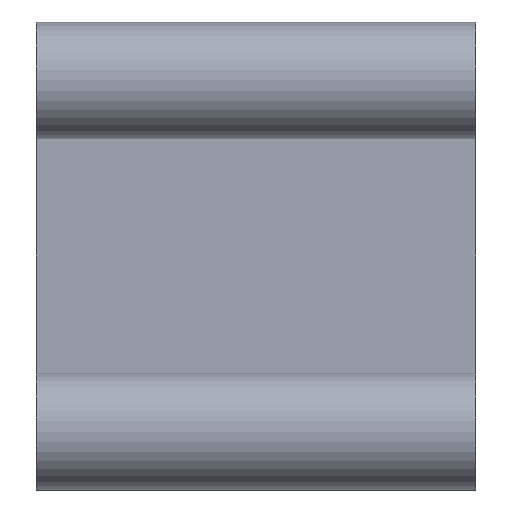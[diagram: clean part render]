
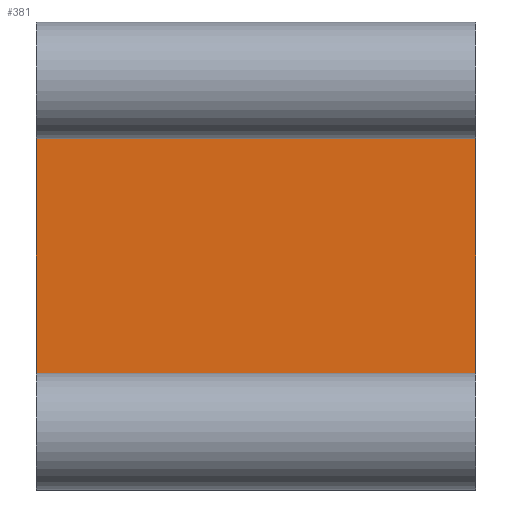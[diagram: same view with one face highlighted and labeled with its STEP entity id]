
A CAD part, left-side view. The second image highlights one B-rep face of the part: STEP entity #381.
In plain terms, the highlighted planar face has unit normal (-1, 0, 0).
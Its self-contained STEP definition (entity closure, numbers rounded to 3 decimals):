
#10 = ORIENTED_EDGE ( 'NONE', *, *, #364, .F. ) ;
#39 = VECTOR ( 'NONE', #741, 1000. ) ;
#45 = DIRECTION ( 'NONE',  ( 0., 0., 1. ) ) ;
#55 = AXIS2_PLACEMENT_3D ( 'NONE', #102, #320, #796 ) ;
#61 = EDGE_CURVE ( 'NONE', #791, #888, #692, .T. ) ;
#65 = VECTOR ( 'NONE', #725, 1000. ) ;
#102 = CARTESIAN_POINT ( 'NONE',  ( -15.551, 37.55, 10.85 ) ) ;
#130 = LINE ( 'NONE', #663, #39 ) ;
#159 = CARTESIAN_POINT ( 'NONE',  ( -15.551, 0., 10.85 ) ) ;
#179 = DIRECTION ( 'NONE',  ( 0., -1., 0. ) ) ;
#203 = ORIENTED_EDGE ( 'NONE', *, *, #597, .F. ) ;
#320 = DIRECTION ( 'NONE',  ( 1., 0., 0. ) ) ;
#364 = EDGE_CURVE ( 'NONE', #436, #888, #885, .T. ) ;
#381 = ADVANCED_FACE ( 'NONE', ( #720 ), #403, .F. ) ;
#388 = ORIENTED_EDGE ( 'NONE', *, *, #61, .T. ) ;
#403 = PLANE ( 'NONE',  #55 ) ;
#410 = CARTESIAN_POINT ( 'NONE',  ( -15.551, 0., 10.85 ) ) ;
#436 = VERTEX_POINT ( 'NONE', #568 ) ;
#486 = EDGE_LOOP ( 'NONE', ( #388, #10, #203, #630 ) ) ;
#528 = EDGE_CURVE ( 'NONE', #784, #791, #130, .T. ) ;
#568 = CARTESIAN_POINT ( 'NONE',  ( -15.551, 37.55, 10.85 ) ) ;
#597 = EDGE_CURVE ( 'NONE', #784, #436, #826, .T. ) ;
#630 = ORIENTED_EDGE ( 'NONE', *, *, #528, .T. ) ;
#663 = CARTESIAN_POINT ( 'NONE',  ( -15.551, 37.55, -9.15 ) ) ;
#674 = CARTESIAN_POINT ( 'NONE',  ( -15.551, 37.55, -9.15 ) ) ;
#692 = LINE ( 'NONE', #410, #65 ) ;
#715 = CARTESIAN_POINT ( 'NONE',  ( -15.551, 37.55, 10.85 ) ) ;
#720 = FACE_OUTER_BOUND ( 'NONE', #486, .T. ) ;
#725 = DIRECTION ( 'NONE',  ( 0., 0., 1. ) ) ;
#741 = DIRECTION ( 'NONE',  ( 0., -1., 0. ) ) ;
#750 = VECTOR ( 'NONE', #179, 1000. ) ;
#770 = VECTOR ( 'NONE', #45, 1000. ) ;
#784 = VERTEX_POINT ( 'NONE', #674 ) ;
#791 = VERTEX_POINT ( 'NONE', #990 ) ;
#796 = DIRECTION ( 'NONE',  ( 0., 0., -1. ) ) ;
#826 = LINE ( 'NONE', #889, #770 ) ;
#885 = LINE ( 'NONE', #715, #750 ) ;
#888 = VERTEX_POINT ( 'NONE', #159 ) ;
#889 = CARTESIAN_POINT ( 'NONE',  ( -15.551, 37.55, 10.85 ) ) ;
#990 = CARTESIAN_POINT ( 'NONE',  ( -15.551, 0., -9.15 ) ) ;
